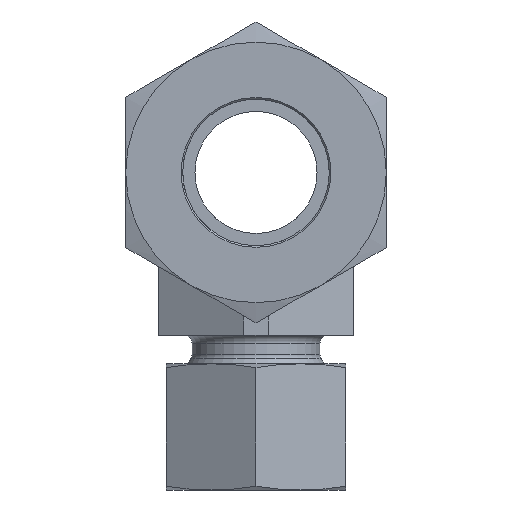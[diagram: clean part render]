
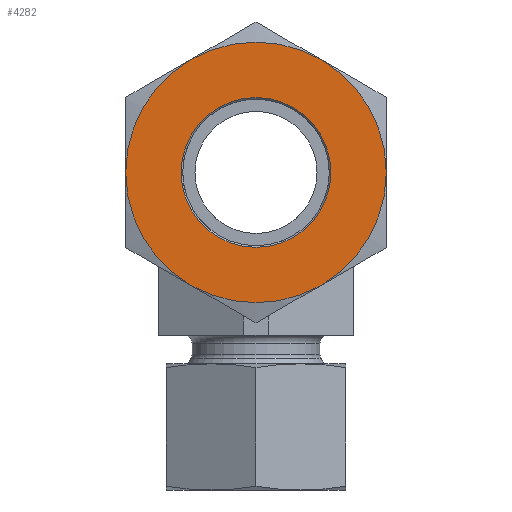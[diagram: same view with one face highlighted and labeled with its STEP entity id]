
A CAD part, front view. The second image highlights one B-rep face of the part: STEP entity #4282.
In plain terms, the highlighted face is planar.
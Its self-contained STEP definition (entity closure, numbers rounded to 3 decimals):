
#4186=CARTESIAN_POINT('',(9.2,0.,18.0));
#4187=VERTEX_POINT('',#4186);
#4188=CARTESIAN_POINT('',(0.0,0.0,18.0));
#4189=DIRECTION('',(0.0,0.0,1.0));
#4190=DIRECTION('',(-1.0,0.0,0.0));
#4191=AXIS2_PLACEMENT_3D('',#4188,#4189,#4190);
#4192=CIRCLE('',#4191,9.2);
#4193=EDGE_CURVE('',#4187,#4187,#4192,.T.);
#4218=CARTESIAN_POINT('',(0.,0.,18.0));
#4219=DIRECTION('',(0.0,0.0,1.0));
#4220=DIRECTION('',(1.0,0.0,0.0));
#4221=AXIS2_PLACEMENT_3D('',#4218,#4219,#4220);
#4222=PLANE('',#4221);
#4223=CARTESIAN_POINT('',(-8.,-13.856,18.0));
#4224=VERTEX_POINT('',#4223);
#4225=CARTESIAN_POINT('',(8.,-13.856,18.0));
#4226=VERTEX_POINT('',#4225);
#4227=CARTESIAN_POINT('',(0.0,0.0,18.0));
#4228=DIRECTION('',(0.0,0.0,1.0));
#4229=DIRECTION('',(-0.5,-0.866,0.0));
#4230=AXIS2_PLACEMENT_3D('',#4227,#4228,#4229);
#4231=CIRCLE('',#4230,16.);
#4232=EDGE_CURVE('',#4224,#4226,#4231,.T.);
#4233=ORIENTED_EDGE('',*,*,#4232,.T.);
#4234=CARTESIAN_POINT('',(16.0,0.,18.0));
#4235=VERTEX_POINT('',#4234);
#4236=CARTESIAN_POINT('',(0.0,0.0,18.0));
#4237=DIRECTION('',(0.0,0.0,1.0));
#4238=DIRECTION('',(-0.5,-0.866,0.0));
#4239=AXIS2_PLACEMENT_3D('',#4236,#4237,#4238);
#4240=CIRCLE('',#4239,16.);
#4241=EDGE_CURVE('',#4226,#4235,#4240,.T.);
#4242=ORIENTED_EDGE('',*,*,#4241,.T.);
#4243=CARTESIAN_POINT('',(8.,13.856,18.0));
#4244=VERTEX_POINT('',#4243);
#4245=CARTESIAN_POINT('',(0.0,0.0,18.0));
#4246=DIRECTION('',(0.0,0.0,1.0));
#4247=DIRECTION('',(-0.5,-0.866,0.0));
#4248=AXIS2_PLACEMENT_3D('',#4245,#4246,#4247);
#4249=CIRCLE('',#4248,16.);
#4250=EDGE_CURVE('',#4235,#4244,#4249,.T.);
#4251=ORIENTED_EDGE('',*,*,#4250,.T.);
#4252=CARTESIAN_POINT('',(-8.,13.856,18.0));
#4253=VERTEX_POINT('',#4252);
#4254=CARTESIAN_POINT('',(0.0,0.0,18.0));
#4255=DIRECTION('',(0.0,0.0,1.0));
#4256=DIRECTION('',(-0.5,-0.866,0.0));
#4257=AXIS2_PLACEMENT_3D('',#4254,#4255,#4256);
#4258=CIRCLE('',#4257,16.);
#4259=EDGE_CURVE('',#4244,#4253,#4258,.T.);
#4260=ORIENTED_EDGE('',*,*,#4259,.T.);
#4261=CARTESIAN_POINT('',(-16.0,0.0,18.0));
#4262=VERTEX_POINT('',#4261);
#4263=CARTESIAN_POINT('',(0.0,0.0,18.0));
#4264=DIRECTION('',(0.0,0.0,1.0));
#4265=DIRECTION('',(-0.5,-0.866,0.0));
#4266=AXIS2_PLACEMENT_3D('',#4263,#4264,#4265);
#4267=CIRCLE('',#4266,16.);
#4268=EDGE_CURVE('',#4253,#4262,#4267,.T.);
#4269=ORIENTED_EDGE('',*,*,#4268,.T.);
#4270=CARTESIAN_POINT('',(0.0,0.0,18.0));
#4271=DIRECTION('',(0.0,0.0,1.0));
#4272=DIRECTION('',(-0.5,-0.866,0.0));
#4273=AXIS2_PLACEMENT_3D('',#4270,#4271,#4272);
#4274=CIRCLE('',#4273,16.);
#4275=EDGE_CURVE('',#4262,#4224,#4274,.T.);
#4276=ORIENTED_EDGE('',*,*,#4275,.T.);
#4277=EDGE_LOOP('',(#4233,#4242,#4251,#4260,#4269,#4276));
#4278=FACE_OUTER_BOUND('',#4277,.T.);
#4279=ORIENTED_EDGE('',*,*,#4193,.F.);
#4280=EDGE_LOOP('',(#4279));
#4281=FACE_BOUND('',#4280,.T.);
#4282=ADVANCED_FACE('',(#4278,#4281),#4222,.T.);
